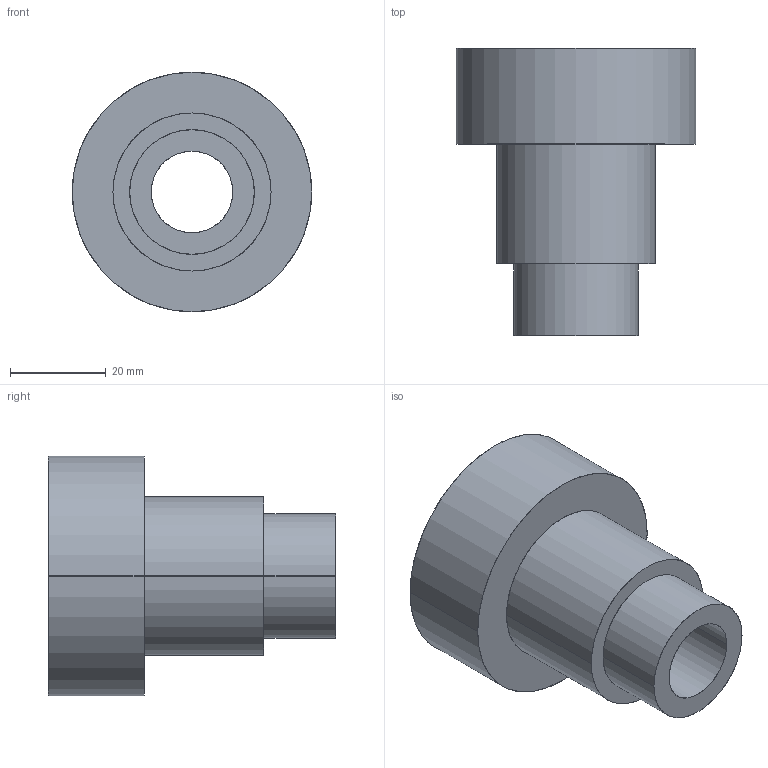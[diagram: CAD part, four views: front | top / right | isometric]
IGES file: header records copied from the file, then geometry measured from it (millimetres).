
Start section: SolidWorks IGES file using analytic representation for surfaces
Global section: file name: PAL-16-G1-V1-Bouchon Vis.IGS; native system: SolidWorks 2020; preprocessor: SolidWorks 2020; author: Algo_Sol-PGR; date: 221122.122126; units: millimetre
Bounding box: 50 x 60 x 50 mm (x, y, z)
Surface area: 13636.1 mm2 (no closed solid volume)
Topology: 0 solids, 0 shells, 12 faces, 416 edges, 416 vertices
Faces by surface type: revolution 8, bspline 4
